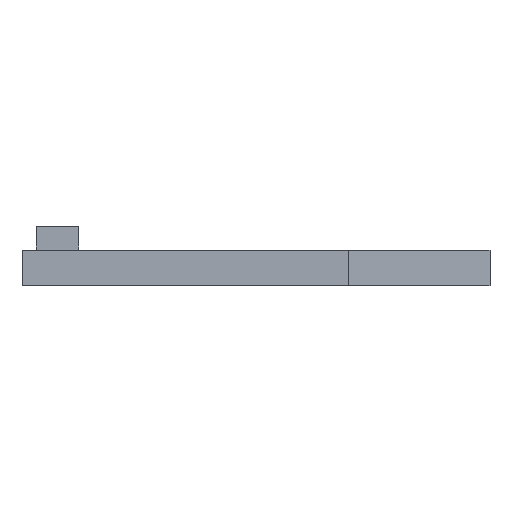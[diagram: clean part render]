
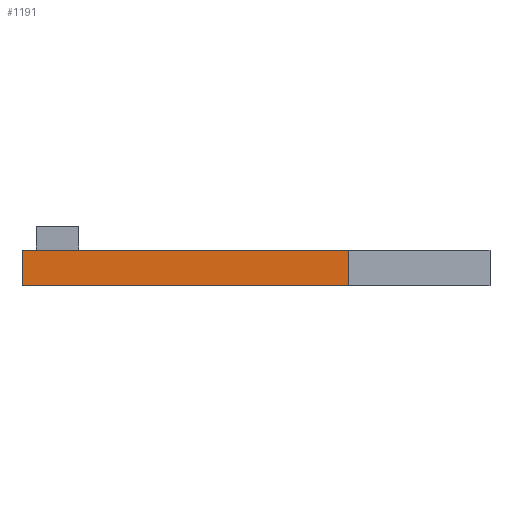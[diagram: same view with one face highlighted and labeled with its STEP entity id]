
A CAD part, left-side view. The second image highlights one B-rep face of the part: STEP entity #1191.
In plain terms, the highlighted planar face has unit normal (-1, 0, 0).
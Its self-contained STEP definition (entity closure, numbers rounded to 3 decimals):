
#94 = CARTESIAN_POINT ( 'NONE',  ( 0., 6., 0. ) ) ;
#107 = DIRECTION ( 'NONE',  ( 0., -1., 0. ) ) ;
#119 = DIRECTION ( 'NONE',  ( 0., 0., -1. ) ) ;
#130 = CARTESIAN_POINT ( 'NONE',  ( 0., 19.8, 1.5 ) ) ;
#226 = CARTESIAN_POINT ( 'NONE',  ( 0., 19.8, 1.5 ) ) ;
#248 = CARTESIAN_POINT ( 'NONE',  ( 0., 6., 0. ) ) ;
#264 = CARTESIAN_POINT ( 'NONE',  ( 0., 6., 1.5 ) ) ;
#272 = CARTESIAN_POINT ( 'NONE',  ( 0., 19.8, 0. ) ) ;
#294 = CARTESIAN_POINT ( 'NONE',  ( 0., 6., 1.5 ) ) ;
#324 = PLANE ( 'NONE',  #706 ) ;
#325 = DIRECTION ( 'NONE',  ( 1., 0., 0. ) ) ;
#335 = DIRECTION ( 'NONE',  ( 0., 0., -1. ) ) ;
#470 = CARTESIAN_POINT ( 'NONE',  ( 0., 6., 1.5 ) ) ;
#472 = DIRECTION ( 'NONE',  ( 0., -1., 0. ) ) ;
#519 = CARTESIAN_POINT ( 'NONE',  ( 0., 6., 1.5 ) ) ;
#524 = DIRECTION ( 'NONE',  ( 0., 0., -1. ) ) ;
#537 = LINE ( 'NONE', #94, #543 ) ;
#538 = LINE ( 'NONE', #130, #545 ) ;
#543 = VECTOR ( 'NONE', #107, 1000. ) ;
#545 = VECTOR ( 'NONE', #119, 1000. ) ;
#630 = LINE ( 'NONE', #519, #656 ) ;
#656 = VECTOR ( 'NONE', #524, 1000. ) ;
#706 = AXIS2_PLACEMENT_3D ( 'NONE', #294, #325, #335 ) ;
#745 = LINE ( 'NONE', #470, #749 ) ;
#749 = VECTOR ( 'NONE', #472, 1000. ) ;
#776 = EDGE_LOOP ( 'NONE', ( #946, #912, #926, #958 ) ) ;
#912 = ORIENTED_EDGE ( 'NONE', *, *, #1287, .F. ) ;
#926 = ORIENTED_EDGE ( 'NONE', *, *, #1255, .F. ) ;
#946 = ORIENTED_EDGE ( 'NONE', *, *, #1336, .T. ) ;
#958 = ORIENTED_EDGE ( 'NONE', *, *, #1340, .T. ) ;
#1043 = VERTEX_POINT ( 'NONE', #226 ) ;
#1073 = VERTEX_POINT ( 'NONE', #264 ) ;
#1082 = VERTEX_POINT ( 'NONE', #272 ) ;
#1096 = VERTEX_POINT ( 'NONE', #248 ) ;
#1136 = FACE_OUTER_BOUND ( 'NONE', #776, .T. ) ;
#1191 = ADVANCED_FACE ( 'NONE', ( #1136 ), #324, .F. ) ;
#1255 = EDGE_CURVE ( 'NONE', #1043, #1073, #745, .T. ) ;
#1287 = EDGE_CURVE ( 'NONE', #1073, #1096, #630, .T. ) ;
#1336 = EDGE_CURVE ( 'NONE', #1082, #1096, #537, .T. ) ;
#1340 = EDGE_CURVE ( 'NONE', #1043, #1082, #538, .T. ) ;
